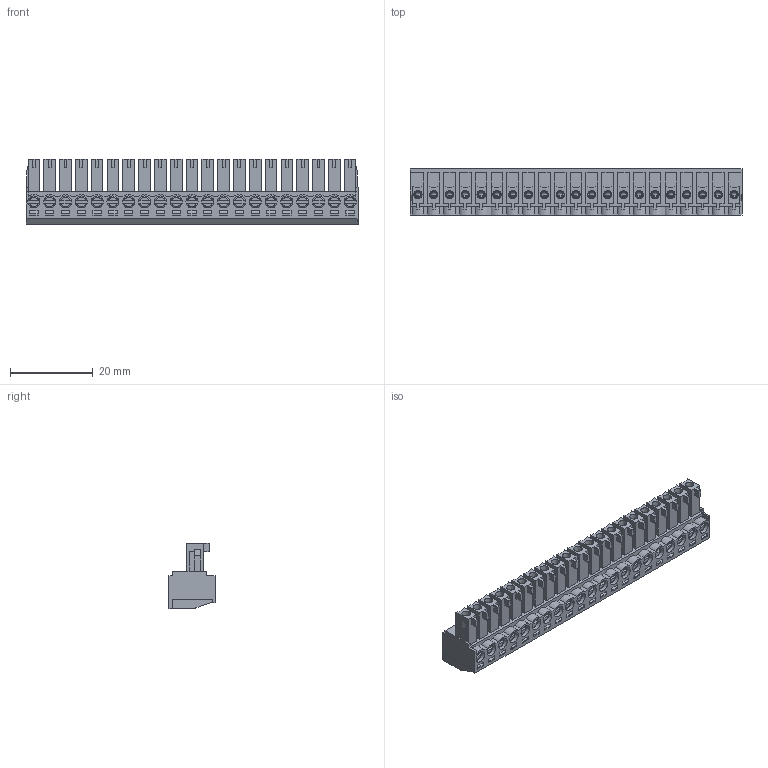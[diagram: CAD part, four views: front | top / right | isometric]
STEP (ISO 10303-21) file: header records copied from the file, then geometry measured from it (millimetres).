
FILE_DESCRIPTION( ( 'Unknown' ), '1' );
FILE_NAME( '691361300021.stp', 'Unknown', ( 'Unknown' ), ( 'Unknown' ), 'PSStep 14.0', 'Unknown', ' ' );
FILE_SCHEMA( ( 'AUTOMOTIVE_DESIGN { 1 0 10303 214 1 1 1 1 }' ) );
Length unit declared in the file: millimetre
Products named in the file (6): Assem1; 6913613000xx_PIN; 6913613000xx_VISSE; 6913613000xx_CAGE; 691361300021; 691361300021_CAPOT
Assembly tree (65 placements, depth 2):
  Assem1
    6913613000xx_PIN  x21
    6913613000xx_VISSE  x21
    6913613000xx_CAGE  x21
    691361300021
    691361300021_CAPOT
Bounding box: 80.01 x 11.1 x 15.8 mm (x, y, z)
Volume: 5833.3 mm3; surface area: 18740 mm2
Topology: 65 solids, 65 shells, 3121 faces, 8276 edges, 5409 vertices
Faces by surface type: plane 2428, cylinder 588, torus 63, cone 42
Full cylindrical faces by diameter (mm): 1.35 x21, 1.9 x42, 2 x21, 2.9 x42
Entity records: 61664 total; most frequent: CARTESIAN_POINT 8617, ORIENTED_EDGE 8288, DIRECTION 7734, EDGE_CURVE 4144, LINE 3832, VECTOR 3832, VERTEX_POINT 2786, EDGE_LOOP 2008
